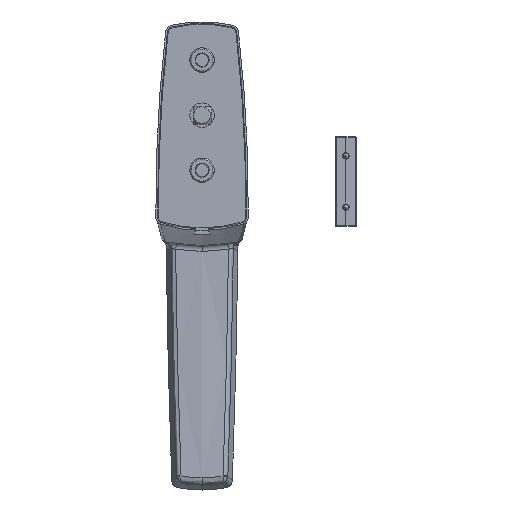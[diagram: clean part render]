
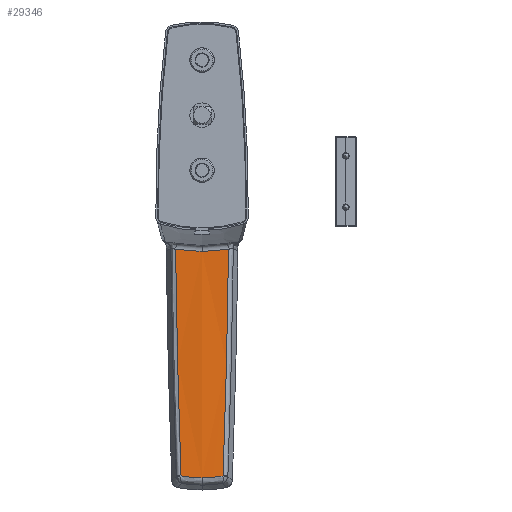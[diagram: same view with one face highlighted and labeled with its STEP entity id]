
A CAD part, front view. The second image highlights one B-rep face of the part: STEP entity #29346.
In plain terms, the highlighted cylindrical face has radius 1400 mm (diameter 2800 mm), a partial arc.
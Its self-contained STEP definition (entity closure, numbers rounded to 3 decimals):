
#62 = CARTESIAN_POINT ( 'NONE',  ( -8.209, 41.401, -140.726 ) ) ;
#198 = FACE_OUTER_BOUND ( 'NONE', #18068, .T. ) ;
#552 = CARTESIAN_POINT ( 'NONE',  ( -8.764, 44.396, -52.605 ) ) ;
#850 = CARTESIAN_POINT ( 'NONE',  ( 10.007, 44.18, -73.96 ) ) ;
#1137 = CARTESIAN_POINT ( 'NONE',  ( 10.002, 44.175, -74.256 ) ) ;
#1580 = CARTESIAN_POINT ( 'NONE',  ( -8.209, 41.399, -140.747 ) ) ;
#2160 = CARTESIAN_POINT ( 'NONE',  ( -8.207, 41.397, -140.791 ) ) ;
#3025 = B_SPLINE_CURVE_WITH_KNOTS ( 'NONE', 3,
 ( #62, #8901, #18069, #10079, #7369, #25971 ),
 .UNSPECIFIED., .F., .F.,
 ( 4, 1, 1, 4 ),
 ( 0.024, 0.408, 0.775, 0.987 ),
 .UNSPECIFIED. ) ;
#3459 = CARTESIAN_POINT ( 'NONE',  ( 8.472, 41.883, -133.375 ) ) ;
#3745 = CARTESIAN_POINT ( 'NONE',  ( -8.207, 41.398, -140.769 ) ) ;
#3806 = B_SPLINE_CURVE_WITH_KNOTS ( 'NONE', 3,
 ( #10454, #23945, #19894, #8505 ),
 .UNSPECIFIED., .F., .F.,
 ( 4, 4 ),
 ( 0.023, 0.024 ),
 .UNSPECIFIED. ) ;
#4528 = B_SPLINE_CURVE_WITH_KNOTS ( 'NONE', 3,
 ( #23463, #552, #14298, #9831, #7419, #5009 ),
 .UNSPECIFIED., .F., .F.,
 ( 4, 1, 1, 4 ),
 ( 0., 0.458, 0.825, 1. ),
 .UNSPECIFIED. ) ;
#5009 = CARTESIAN_POINT ( 'NONE',  ( 0., 44.394, -53.214 ) ) ;
#5094 = ORIENTED_EDGE ( 'NONE', *, *, #20774, .F. ) ;
#5462 = CARTESIAN_POINT ( 'NONE',  ( 10.004, 44.176, -74.171 ) ) ;
#5466 = VERTEX_POINT ( 'NONE', #20649 ) ;
#5744 = CARTESIAN_POINT ( 'NONE',  ( -8.209, 41.401, -140.726 ) ) ;
#5949 = CARTESIAN_POINT ( 'NONE',  ( 8.207, 41.397, -140.791 ) ) ;
#6662 = EDGE_CURVE ( 'NONE', #22918, #25654, #3025, .T. ) ;
#6742 = CARTESIAN_POINT ( 'NONE',  ( -5.491, 41.365, -141.272 ) ) ;
#7321 = EDGE_CURVE ( 'NONE', #14405, #22918, #16655, .T. ) ;
#7358 = CYLINDRICAL_SURFACE ( 'NONE', #25569, 1400. ) ;
#7369 = CARTESIAN_POINT ( 'NONE',  ( -10.248, 44.381, -58.835 ) ) ;
#7419 = CARTESIAN_POINT ( 'NONE',  ( -0.606, 44.394, -53.214 ) ) ;
#7420 = CARTESIAN_POINT ( 'NONE',  ( 10.001, 44.174, -74.312 ) ) ;
#7715 = CARTESIAN_POINT ( 'NONE',  ( 8.209, 41.401, -140.726 ) ) ;
#7823 = CARTESIAN_POINT ( 'NONE',  ( 6.913, 44.395, -52.922 ) ) ;
#7869 = CARTESIAN_POINT ( 'NONE',  ( 10.226, 44.361, -60.235 ) ) ;
#8269 = DIRECTION ( 'NONE',  ( 0., 0., -1. ) ) ;
#8505 = CARTESIAN_POINT ( 'NONE',  ( 8.209, 41.401, -140.726 ) ) ;
#8660 = CARTESIAN_POINT ( 'NONE',  ( -8.207, 41.397, -140.791 ) ) ;
#8851 = EDGE_CURVE ( 'NONE', #21351, #23206, #3806, .T. ) ;
#8901 = CARTESIAN_POINT ( 'NONE',  ( -8.629, 42.17, -128.998 ) ) ;
#9831 = CARTESIAN_POINT ( 'NONE',  ( -2.484, 44.394, -53.186 ) ) ;
#9974 = CARTESIAN_POINT ( 'NONE',  ( 9.373, 43.367, -102.97 ) ) ;
#10079 = CARTESIAN_POINT ( 'NONE',  ( -9.996, 44.218, -76.565 ) ) ;
#10122 = CARTESIAN_POINT ( 'NONE',  ( 10.013, 44.186, -73.623 ) ) ;
#10362 = DIRECTION ( 'NONE',  ( 1., 0., 0. ) ) ;
#10419 = CARTESIAN_POINT ( 'NONE',  ( 10.279, 44.387, -56.38 ) ) ;
#10454 = CARTESIAN_POINT ( 'NONE',  ( 8.207, 41.397, -140.791 ) ) ;
#10517 = CARTESIAN_POINT ( 'NONE',  ( 2.756, 41.349, -141.513 ) ) ;
#11772 = EDGE_CURVE ( 'NONE', #29420, #21351, #17569, .T. ) ;
#12056 = CARTESIAN_POINT ( 'NONE',  ( 10.144, 44.303, -65.737 ) ) ;
#12094 = B_SPLINE_CURVE_WITH_KNOTS ( 'NONE', 3,
 ( #27335, #18348, #6742, #2160 ),
 .UNSPECIFIED., .F., .F.,
 ( 4, 4 ),
 ( 0., 0.008 ),
 .UNSPECIFIED. ) ;
#12359 = CARTESIAN_POINT ( 'NONE',  ( 10.004, 44.177, -74.141 ) ) ;
#12604 = CARTESIAN_POINT ( 'NONE',  ( 8.207, 41.397, -140.791 ) ) ;
#13078 = CARTESIAN_POINT ( 'NONE',  ( -8.207, 41.397, -140.791 ) ) ;
#14298 = CARTESIAN_POINT ( 'NONE',  ( -5.934, 44.395, -52.976 ) ) ;
#14352 = ORIENTED_EDGE ( 'NONE', *, *, #19002, .F. ) ;
#14405 = VERTEX_POINT ( 'NONE', #8660 ) ;
#14439 = B_SPLINE_CURVE_WITH_KNOTS ( 'NONE', 3,
 ( #7715, #3459, #16893, #16738, #25868, #9974, #17190, #23464, #28001, #14600, #26317, #7420, #1137, #5462, #12359, #18992, #850, #10122, #19280, #28448, #28147, #12056, #7869, #10419, #17031 ),
 .UNSPECIFIED., .F., .F.,
 ( 4, 2, 1, 1, 2, 2, 2, 2, 2, 1, 1, 1, 1, 1, 2, 4 ),
 ( 0.024, 0.265, 0.385, 0.446, 0.476, 0.506, 0.747, 0.749, 0.75, 0.751, 0.755, 0.762, 0.777, 0.808, 0.868, 0.988 ),
 .UNSPECIFIED. ) ;
#14600 = CARTESIAN_POINT ( 'NONE',  ( 9.715, 43.853, -88.998 ) ) ;
#14844 = CARTESIAN_POINT ( 'NONE',  ( 5.491, 41.365, -141.272 ) ) ;
#16655 = B_SPLINE_CURVE_WITH_KNOTS ( 'NONE', 3,
 ( #13078, #3745, #1580, #5744 ),
 .UNSPECIFIED., .F., .F.,
 ( 4, 4 ),
 ( 0., 1. ),
 .UNSPECIFIED. ) ;
#16738 = CARTESIAN_POINT ( 'NONE',  ( 9.045, 42.857, -114.96 ) ) ;
#16893 = CARTESIAN_POINT ( 'NONE',  ( 8.714, 42.307, -126.014 ) ) ;
#16987 = CARTESIAN_POINT ( 'NONE',  ( 3.469, 44.394, -53.214 ) ) ;
#17031 = CARTESIAN_POINT ( 'NONE',  ( 10.33, 44.396, -52.338 ) ) ;
#17190 = CARTESIAN_POINT ( 'NONE',  ( 9.442, 43.469, -100.201 ) ) ;
#17494 = ORIENTED_EDGE ( 'NONE', *, *, #6662, .F. ) ;
#17569 = B_SPLINE_CURVE_WITH_KNOTS ( 'NONE', 3,
 ( #22057, #10517, #14844, #12604 ),
 .UNSPECIFIED., .F., .F.,
 ( 4, 4 ),
 ( 0., 0.008 ),
 .UNSPECIFIED. ) ;
#18068 = EDGE_LOOP ( 'NONE', ( #19005, #5094, #17494, #26644, #14352, #26484, #22036, #27445 ) ) ;
#18069 = CARTESIAN_POINT ( 'NONE',  ( -9.342, 43.385, -106.047 ) ) ;
#18348 = CARTESIAN_POINT ( 'NONE',  ( -2.756, 41.349, -141.513 ) ) ;
#18970 = CARTESIAN_POINT ( 'NONE',  ( -8.209, 41.401, -140.726 ) ) ;
#18992 = CARTESIAN_POINT ( 'NONE',  ( 10.005, 44.178, -74.089 ) ) ;
#19002 = EDGE_CURVE ( 'NONE', #29420, #14405, #12094, .T. ) ;
#19005 = ORIENTED_EDGE ( 'NONE', *, *, #20504, .T. ) ;
#19280 = CARTESIAN_POINT ( 'NONE',  ( 10.026, 44.198, -72.895 ) ) ;
#19894 = CARTESIAN_POINT ( 'NONE',  ( 8.209, 41.399, -140.747 ) ) ;
#20504 = EDGE_CURVE ( 'NONE', #5466, #24444, #25641, .T. ) ;
#20649 = CARTESIAN_POINT ( 'NONE',  ( 10.33, 44.396, -52.338 ) ) ;
#20774 = EDGE_CURVE ( 'NONE', #25654, #24444, #4528, .T. ) ;
#21351 = VERTEX_POINT ( 'NONE', #5949 ) ;
#21510 = CARTESIAN_POINT ( 'NONE',  ( -10.33, 44.396, -52.338 ) ) ;
#21627 = CARTESIAN_POINT ( 'NONE',  ( 0., 44.394, -53.214 ) ) ;
#22036 = ORIENTED_EDGE ( 'NONE', *, *, #8851, .T. ) ;
#22057 = CARTESIAN_POINT ( 'NONE',  ( 0., 41.349, -141.513 ) ) ;
#22585 = CARTESIAN_POINT ( 'NONE',  ( 0., 44.394, -53.214 ) ) ;
#22918 = VERTEX_POINT ( 'NONE', #18970 ) ;
#23206 = VERTEX_POINT ( 'NONE', #28245 ) ;
#23463 = CARTESIAN_POINT ( 'NONE',  ( -10.33, 44.396, -52.338 ) ) ;
#23464 = CARTESIAN_POINT ( 'NONE',  ( 9.488, 43.535, -98.354 ) ) ;
#23844 = CARTESIAN_POINT ( 'NONE',  ( 0., 41.349, -141.513 ) ) ;
#23945 = CARTESIAN_POINT ( 'NONE',  ( 8.208, 41.398, -140.769 ) ) ;
#24444 = VERTEX_POINT ( 'NONE', #22585 ) ;
#24603 = EDGE_CURVE ( 'NONE', #23206, #5466, #14439, .T. ) ;
#25569 = AXIS2_PLACEMENT_3D ( 'NONE', #26257, #10362, #8269 ) ;
#25641 = B_SPLINE_CURVE_WITH_KNOTS ( 'NONE', 3,
 ( #28254, #7823, #16987, #21627 ),
 .UNSPECIFIED., .F., .F.,
 ( 4, 4 ),
 ( 0., 1. ),
 .UNSPECIFIED. ) ;
#25654 = VERTEX_POINT ( 'NONE', #21510 ) ;
#25868 = CARTESIAN_POINT ( 'NONE',  ( 9.203, 43.11, -109.429 ) ) ;
#25971 = CARTESIAN_POINT ( 'NONE',  ( -10.33, 44.396, -52.338 ) ) ;
#26257 = CARTESIAN_POINT ( 'NONE',  ( -17.868, -1355.6, -49.136 ) ) ;
#26317 = CARTESIAN_POINT ( 'NONE',  ( 9.87, 44.042, -81.621 ) ) ;
#26484 = ORIENTED_EDGE ( 'NONE', *, *, #11772, .T. ) ;
#26644 = ORIENTED_EDGE ( 'NONE', *, *, #7321, .F. ) ;
#27335 = CARTESIAN_POINT ( 'NONE',  ( 0., 41.349, -141.513 ) ) ;
#27445 = ORIENTED_EDGE ( 'NONE', *, *, #24603, .T. ) ;
#28001 = CARTESIAN_POINT ( 'NONE',  ( 9.511, 43.567, -97.436 ) ) ;
#28147 = CARTESIAN_POINT ( 'NONE',  ( 10.102, 44.269, -68.418 ) ) ;
#28245 = CARTESIAN_POINT ( 'NONE',  ( 8.209, 41.401, -140.726 ) ) ;
#28254 = CARTESIAN_POINT ( 'NONE',  ( 10.33, 44.396, -52.338 ) ) ;
#28448 = CARTESIAN_POINT ( 'NONE',  ( 10.052, 44.223, -71.423 ) ) ;
#29346 = ADVANCED_FACE ( 'NONE', ( #198 ), #7358, .F. ) ;
#29420 = VERTEX_POINT ( 'NONE', #23844 ) ;
